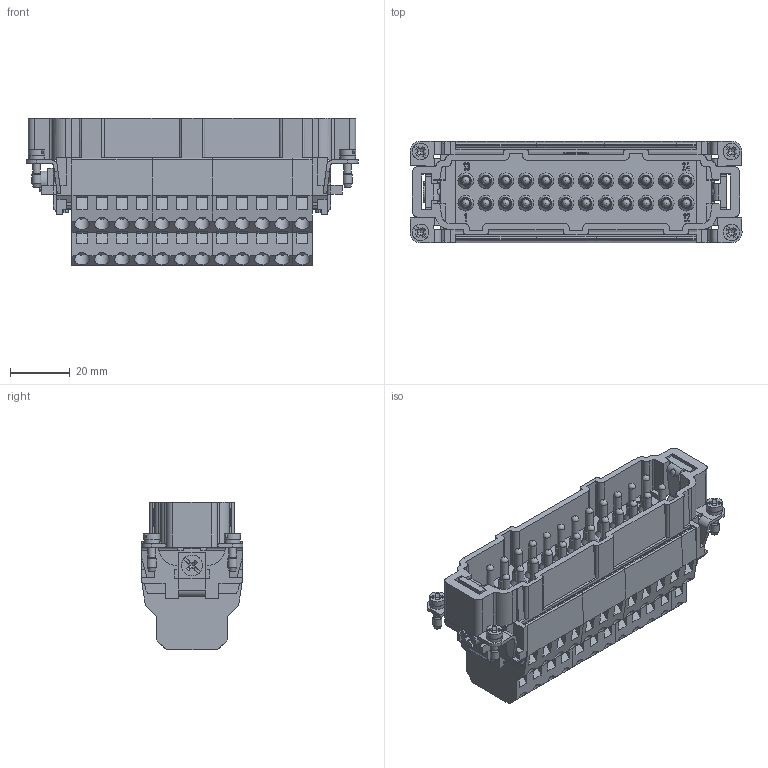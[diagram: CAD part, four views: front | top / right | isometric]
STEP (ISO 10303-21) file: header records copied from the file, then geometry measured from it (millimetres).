
FILE_DESCRIPTION(/* description */ (''),/* implementation_level */ '2;1');
FILE_NAME(/* name */ '100095113ugm000_c.stp',/* time_stamp */ '2019-04-24T12:07:55+02:00',/* author */ (''),/* organization */ (''),/* preprocessor_version */ 'ST-DEVELOPER v16.7',/* originating_system */ 'SIEMENS PLM Software NX 12.0',/* authorisation */ '');
FILE_SCHEMA (('AUTOMOTIVE_DESIGN { 1 0 10303 214 3 1 1 1 }'));
Products named in the file (1): 100095113ugm000_c
Bounding box: 111 x 34 x 49.38 mm (x, y, z)
Volume: 94545 mm3; surface area: 32653.3 mm2
Topology: 1 solids, 8 shells, 1549 faces, 4525 edges, 3252 vertices
Faces by surface type: plane 1090, cylinder 250, cone 93, extrusion 87, sphere 28, torus 1
Full cylindrical faces by diameter (mm): 2.3 x2, 2.45 x2, 2.5 x28, 3 x4, 3.242 x1, 3.7 x24, 5 x48, 5.299 x4, 5.5 x4, 7 x1
Entity records: 54170 total; most frequent: CARTESIAN_POINT 10945, ORIENTED_EDGE 7950, DIRECTION 7459, EDGE_CURVE 3975, VECTOR 3057, LINE 2970, VERTEX_POINT 2741, AXIS2_PLACEMENT_3D 2201
